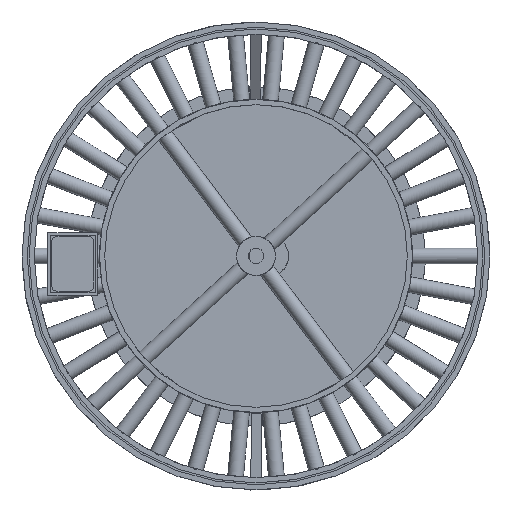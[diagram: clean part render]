
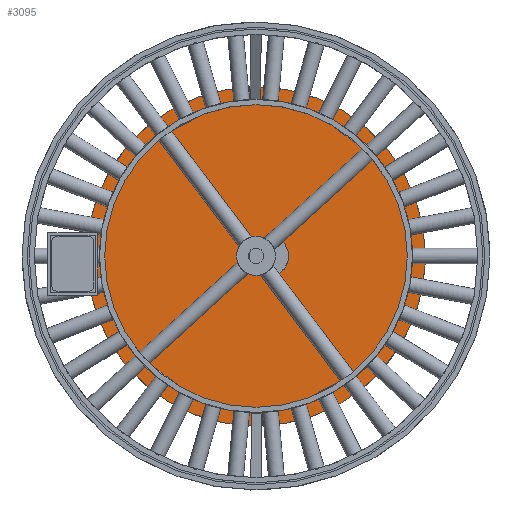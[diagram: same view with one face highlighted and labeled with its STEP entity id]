
A CAD part, top view. The second image highlights one B-rep face of the part: STEP entity #3095.
In plain terms, the highlighted planar face has unit normal (0, 0, 1).
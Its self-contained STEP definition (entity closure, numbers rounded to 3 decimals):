
#89=PLANE('',#3309);
#221=FACE_BOUND('',#577,.T.);
#239=CIRCLE('',#3283,7.5);
#243=CIRCLE('',#3310,65.);
#244=CIRCLE('',#3311,65.);
#245=CIRCLE('',#3312,65.);
#246=CIRCLE('',#3313,65.);
#358=FACE_OUTER_BOUND('',#576,.T.);
#576=EDGE_LOOP('',(#2595,#2596,#2597,#2598,#2599,#2600,#2601,#2602,#2603,
#2604,#2605,#2606,#2607,#2608,#2609,#2610));
#577=EDGE_LOOP('',(#2611));
#740=LINE('',#7233,#973);
#746=LINE('',#7246,#979);
#749=LINE('',#7257,#982);
#752=LINE('',#7269,#985);
#753=LINE('',#7271,#986);
#754=LINE('',#7273,#987);
#755=LINE('',#7277,#988);
#756=LINE('',#7279,#989);
#757=LINE('',#7281,#990);
#758=LINE('',#7285,#991);
#759=LINE('',#7287,#992);
#760=LINE('',#7289,#993);
#973=VECTOR('',#3710,10.);
#979=VECTOR('',#3722,10.);
#982=VECTOR('',#3727,10.);
#985=VECTOR('',#3742,10.);
#986=VECTOR('',#3743,10.);
#987=VECTOR('',#3744,10.);
#988=VECTOR('',#3747,10.);
#989=VECTOR('',#3748,10.);
#990=VECTOR('',#3749,10.);
#991=VECTOR('',#3752,10.);
#992=VECTOR('',#3753,10.);
#993=VECTOR('',#3754,10.);
#1450=VERTEX_POINT('',#7151);
#1480=VERTEX_POINT('',#7222);
#1483=VERTEX_POINT('',#7232);
#1486=VERTEX_POINT('',#7242);
#1487=VERTEX_POINT('',#7244);
#1492=VERTEX_POINT('',#7266);
#1493=VERTEX_POINT('',#7268);
#1494=VERTEX_POINT('',#7270);
#1495=VERTEX_POINT('',#7272);
#1496=VERTEX_POINT('',#7274);
#1497=VERTEX_POINT('',#7276);
#1498=VERTEX_POINT('',#7278);
#1499=VERTEX_POINT('',#7280);
#1500=VERTEX_POINT('',#7282);
#1501=VERTEX_POINT('',#7284);
#1502=VERTEX_POINT('',#7286);
#1503=VERTEX_POINT('',#7288);
#1830=EDGE_CURVE('',#1450,#1450,#239,.T.);
#1866=EDGE_CURVE('',#1483,#1480,#740,.T.);
#1873=EDGE_CURVE('',#1486,#1487,#746,.T.);
#1877=EDGE_CURVE('',#1487,#1483,#749,.T.);
#1882=EDGE_CURVE('',#1492,#1480,#243,.T.);
#1883=EDGE_CURVE('',#1492,#1493,#752,.T.);
#1884=EDGE_CURVE('',#1493,#1494,#753,.T.);
#1885=EDGE_CURVE('',#1494,#1495,#754,.T.);
#1886=EDGE_CURVE('',#1496,#1495,#244,.T.);
#1887=EDGE_CURVE('',#1496,#1497,#755,.T.);
#1888=EDGE_CURVE('',#1497,#1498,#756,.T.);
#1889=EDGE_CURVE('',#1498,#1499,#757,.T.);
#1890=EDGE_CURVE('',#1500,#1499,#245,.T.);
#1891=EDGE_CURVE('',#1500,#1501,#758,.T.);
#1892=EDGE_CURVE('',#1501,#1502,#759,.T.);
#1893=EDGE_CURVE('',#1502,#1503,#760,.T.);
#1894=EDGE_CURVE('',#1486,#1503,#246,.T.);
#2595=ORIENTED_EDGE('',*,*,#1873,.T.);
#2596=ORIENTED_EDGE('',*,*,#1877,.T.);
#2597=ORIENTED_EDGE('',*,*,#1866,.T.);
#2598=ORIENTED_EDGE('',*,*,#1882,.F.);
#2599=ORIENTED_EDGE('',*,*,#1883,.T.);
#2600=ORIENTED_EDGE('',*,*,#1884,.T.);
#2601=ORIENTED_EDGE('',*,*,#1885,.T.);
#2602=ORIENTED_EDGE('',*,*,#1886,.F.);
#2603=ORIENTED_EDGE('',*,*,#1887,.T.);
#2604=ORIENTED_EDGE('',*,*,#1888,.T.);
#2605=ORIENTED_EDGE('',*,*,#1889,.T.);
#2606=ORIENTED_EDGE('',*,*,#1890,.F.);
#2607=ORIENTED_EDGE('',*,*,#1891,.T.);
#2608=ORIENTED_EDGE('',*,*,#1892,.T.);
#2609=ORIENTED_EDGE('',*,*,#1893,.T.);
#2610=ORIENTED_EDGE('',*,*,#1894,.F.);
#2611=ORIENTED_EDGE('',*,*,#1830,.T.);
#3095=ADVANCED_FACE('',(#358,#221),#89,.F.);
#3283=AXIS2_PLACEMENT_3D('',#7153,#3645,#3646);
#3309=AXIS2_PLACEMENT_3D('',#7265,#3738,#3739);
#3310=AXIS2_PLACEMENT_3D('',#7267,#3740,#3741);
#3311=AXIS2_PLACEMENT_3D('',#7275,#3745,#3746);
#3312=AXIS2_PLACEMENT_3D('',#7283,#3750,#3751);
#3313=AXIS2_PLACEMENT_3D('',#7290,#3755,#3756);
#3645=DIRECTION('center_axis',(0.,0.,-1.));
#3646=DIRECTION('ref_axis',(1.,0.,0.));
#3710=DIRECTION('',(0.,1.,0.));
#3722=DIRECTION('',(0.,-1.,0.));
#3727=DIRECTION('',(-1.,-0.001,0.));
#3738=DIRECTION('center_axis',(0.,0.,-1.));
#3739=DIRECTION('ref_axis',(1.,0.,0.));
#3740=DIRECTION('center_axis',(0.,0.,-1.));
#3741=DIRECTION('ref_axis',(1.,0.,0.));
#3742=DIRECTION('',(1.,0.,0.));
#3743=DIRECTION('',(0.001,-1.,0.));
#3744=DIRECTION('',(-1.,0.,0.));
#3745=DIRECTION('center_axis',(0.,0.,-1.));
#3746=DIRECTION('ref_axis',(1.,0.,0.));
#3747=DIRECTION('',(0.,1.,0.));
#3748=DIRECTION('',(1.,0.001,0.));
#3749=DIRECTION('',(0.,-1.,0.));
#3750=DIRECTION('center_axis',(0.,0.,-1.));
#3751=DIRECTION('ref_axis',(1.,0.,0.));
#3752=DIRECTION('',(-1.,0.,0.));
#3753=DIRECTION('',(-0.001,1.,0.));
#3754=DIRECTION('',(1.,0.,0.));
#3755=DIRECTION('center_axis',(0.,0.,-1.));
#3756=DIRECTION('ref_axis',(1.,0.,0.));
#7151=CARTESIAN_POINT('',(72.5,0.,-102.));
#7153=CARTESIAN_POINT('Origin',(80.,0.,-102.));
#7222=CARTESIAN_POINT('',(74.698,64.999,-102.));
#7232=CARTESIAN_POINT('',(74.698,60.299,-102.));
#7233=CARTESIAN_POINT('',(74.698,32.5,-102.));
#7242=CARTESIAN_POINT('',(76.698,64.978,-102.));
#7244=CARTESIAN_POINT('',(76.698,60.301,-102.));
#7246=CARTESIAN_POINT('',(76.698,37.5,-102.));
#7257=CARTESIAN_POINT('',(74.823,60.299,-102.));
#7265=CARTESIAN_POINT('Origin',(75.,0.,-102.));
#7266=CARTESIAN_POINT('',(10.022,1.698,-102.));
#7267=CARTESIAN_POINT('Origin',(75.,0.,-102.));
#7268=CARTESIAN_POINT('',(14.699,1.698,-102.));
#7269=CARTESIAN_POINT('',(37.5,1.698,-102.));
#7270=CARTESIAN_POINT('',(14.701,-0.302,-102.));
#7271=CARTESIAN_POINT('',(14.701,-0.177,-102.));
#7272=CARTESIAN_POINT('',(10.001,-0.302,-102.));
#7273=CARTESIAN_POINT('',(42.5,-0.302,-102.));
#7274=CARTESIAN_POINT('',(73.302,-64.978,-102.));
#7275=CARTESIAN_POINT('Origin',(75.,0.,-102.));
#7276=CARTESIAN_POINT('',(73.302,-60.301,-102.));
#7277=CARTESIAN_POINT('',(73.302,-37.5,-102.));
#7278=CARTESIAN_POINT('',(75.302,-60.299,-102.));
#7279=CARTESIAN_POINT('',(75.177,-60.299,-102.));
#7280=CARTESIAN_POINT('',(75.302,-64.999,-102.));
#7281=CARTESIAN_POINT('',(75.302,-32.5,-102.));
#7282=CARTESIAN_POINT('',(139.978,-1.698,-102.));
#7283=CARTESIAN_POINT('Origin',(75.,0.,-102.));
#7284=CARTESIAN_POINT('',(135.301,-1.698,-102.));
#7285=CARTESIAN_POINT('',(112.5,-1.698,-102.));
#7286=CARTESIAN_POINT('',(135.299,0.302,-102.));
#7287=CARTESIAN_POINT('',(135.299,0.177,-102.));
#7288=CARTESIAN_POINT('',(139.999,0.302,-102.));
#7289=CARTESIAN_POINT('',(107.5,0.302,-102.));
#7290=CARTESIAN_POINT('Origin',(75.,0.,-102.));
